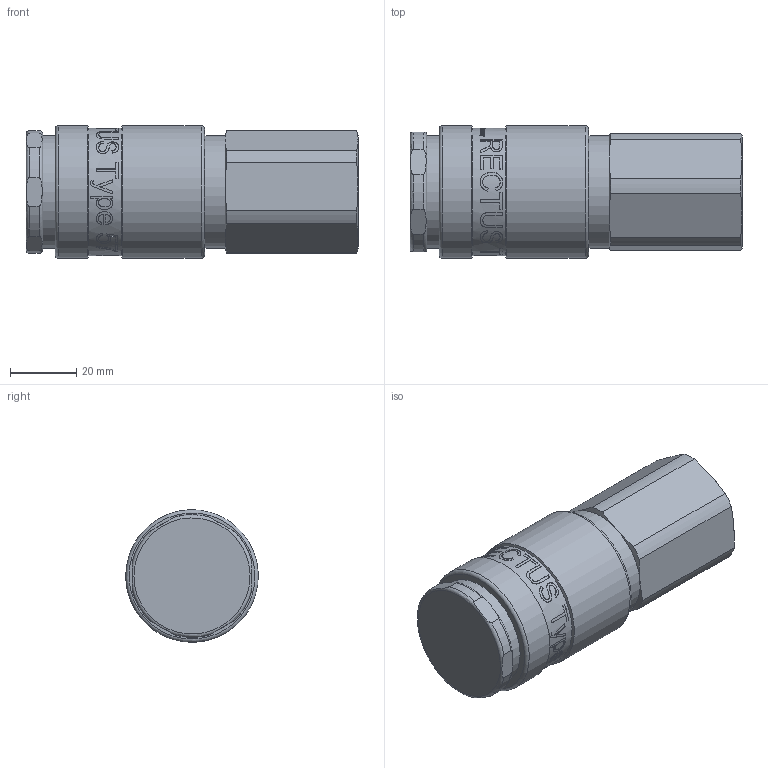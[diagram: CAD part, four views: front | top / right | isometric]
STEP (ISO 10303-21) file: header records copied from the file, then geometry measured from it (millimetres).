
FILE_DESCRIPTION((''),'2;1');
FILE_NAME('57kbiw21spn.stp','2013-02-18T13:26:07',('IA176480'),(''),'Autodesk Inventor 2011','Autodesk Inventor 2011','');
FILE_SCHEMA(('AUTOMOTIVE_DESIGN { 1 0 10303 214 1 1 1 1 }'));
Length unit declared in the file: millimetre
Products named in the file (1): D105908
Bounding box: 100.05 x 39.96 x 39.96 mm (x, y, z)
Volume: 99432.7 mm3; surface area: 26830.6 mm2
Topology: 2 solids, 3 shells, 503 faces, 1326 edges, 876 vertices
Faces by surface type: bspline 209, plane 194, cylinder 71, cone 25, torus 4
Full cylindrical faces by diameter (mm): 18.631 x1, 26.9 x1, 28.4 x1, 28.8 x1, 30 x2, 30.2 x1, 34 x2, 34.2 x1, 34.6 x1, 38.5 x1, 40 x2
Entity records: 66917 total; most frequent: CARTESIAN_POINT 55872, ORIENTED_EDGE 2562, DIRECTION 1411, EDGE_CURVE 1281, VERTEX_POINT 865, B_SPLINE_CURVE_WITH_KNOTS 605, EDGE_LOOP 586, FACE_OUTER_BOUND 502
